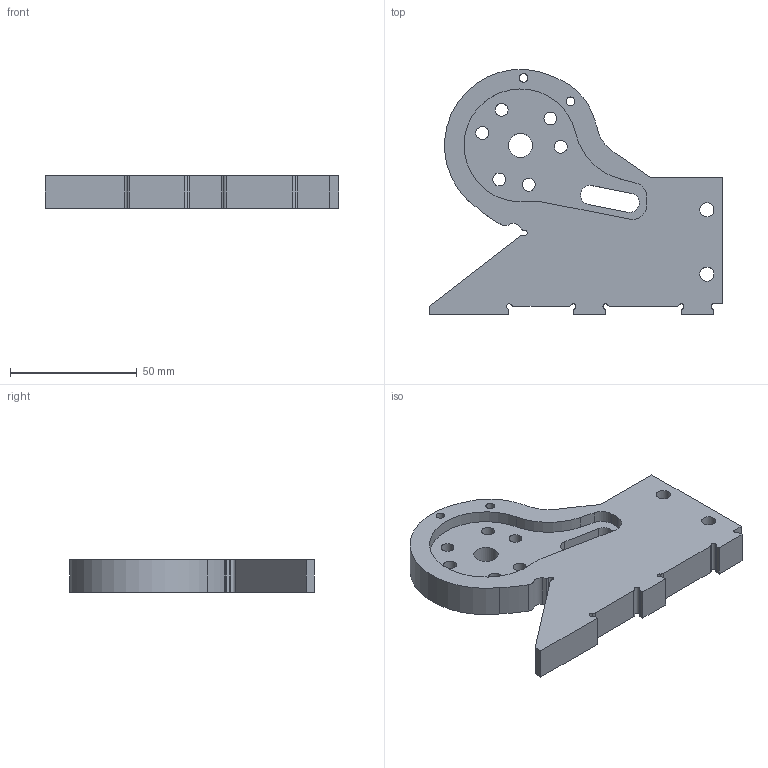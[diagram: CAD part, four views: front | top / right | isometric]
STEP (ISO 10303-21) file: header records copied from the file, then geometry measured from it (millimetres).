
FILE_DESCRIPTION(/* description */ (''),/* implementation_level */ '2;1');
FILE_NAME(/* name */ 'right inner rail.step',/* time_stamp */ '2023-10-09T21:04:58-04:00',/* author */ (''),/* organization */ (''),/* preprocessor_version */ 'ST-DEVELOPER v20',/* originating_system */ 'Autodesk Translation Framework v12.14.0.127',/* authorisation */ '');
FILE_SCHEMA (('AUTOMOTIVE_DESIGN { 1 0 10303 214 3 1 1 }'));
Length unit declared in the file: inch
Products named in the file (1): Component6(Mirror)
Bounding box: 116 x 96.59 x 12.7 mm (x, y, z)
Volume: 80498.8 mm3; surface area: 22751.1 mm2
Topology: 1 solids, 1 shells, 69 faces, 198 edges, 132 vertices
Faces by surface type: cylinder 44, plane 25
Full cylindrical faces by diameter (mm): 3.416 x2, 5.08 x6, 5.588 x2, 9.525 x1
Entity records: 2390 total; most frequent: DIRECTION 426, CARTESIAN_POINT 400, ORIENTED_EDGE 396, EDGE_CURVE 198, AXIS2_PLACEMENT_3D 158, VERTEX_POINT 132, LINE 110, VECTOR 110
